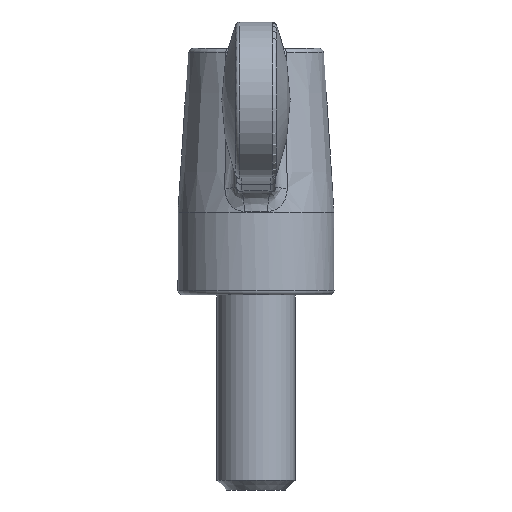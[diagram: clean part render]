
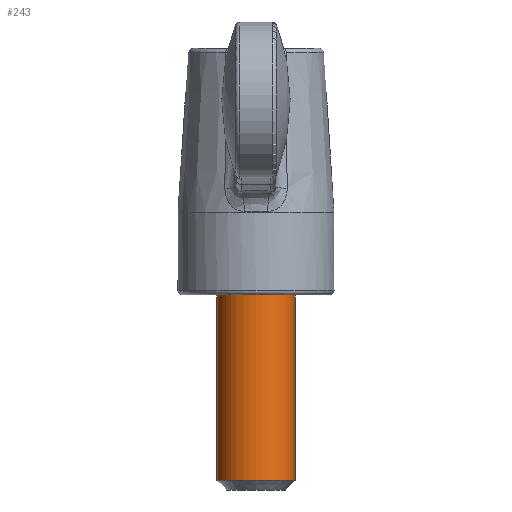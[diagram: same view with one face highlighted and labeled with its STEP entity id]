
A CAD part, left-side view. The second image highlights one B-rep face of the part: STEP entity #243.
In plain terms, the highlighted cylindrical face has radius 4 mm (diameter 8 mm), a full revolution.
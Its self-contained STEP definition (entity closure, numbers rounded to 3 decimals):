
#243 = ADVANCED_FACE( '', ( #564, #565 ), #566, .T. );
#564 = FACE_OUTER_BOUND( '', #2306, .T. );
#565 = FACE_OUTER_BOUND( '', #2307, .T. );
#566 = CYLINDRICAL_SURFACE( '', #2308, 4. );
#2306 = EDGE_LOOP( '', ( #5206 ) );
#2307 = EDGE_LOOP( '', ( #5207 ) );
#2308 = AXIS2_PLACEMENT_3D( '', #5208, #5209, #5210 );
#5206 = ORIENTED_EDGE( '', *, *, #5833, .T. );
#5207 = ORIENTED_EDGE( '', *, *, #5912, .F. );
#5208 = CARTESIAN_POINT( '', ( 0., 0., 17.15 ) );
#5209 = DIRECTION( '', ( 0., 0., -1. ) );
#5210 = DIRECTION( '', ( 1., 0., 0. ) );
#5833 = EDGE_CURVE( '', #6289, #6289, #6290, .T. );
#5912 = EDGE_CURVE( '', #6410, #6410, #6411, .T. );
#6289 = VERTEX_POINT( '', #7434 );
#6290 = CIRCLE( '', #7435, 4. );
#6410 = VERTEX_POINT( '', #7904 );
#6411 = CIRCLE( '', #7905, 4. );
#7434 = CARTESIAN_POINT( '', ( 4., 0., -39. ) );
#7435 = AXIS2_PLACEMENT_3D( '', #9062, #9063, #9064 );
#7904 = CARTESIAN_POINT( '', ( 4., 0., -20. ) );
#7905 = AXIS2_PLACEMENT_3D( '', #9156, #9157, #9158 );
#9062 = CARTESIAN_POINT( '', ( 0., 0., -39. ) );
#9063 = DIRECTION( '', ( 0., 0., 1. ) );
#9064 = DIRECTION( '', ( 1., 0., 0. ) );
#9156 = CARTESIAN_POINT( '', ( 0., 0., -20. ) );
#9157 = DIRECTION( '', ( 0., 0., 1. ) );
#9158 = DIRECTION( '', ( 1., 0., 0. ) );
